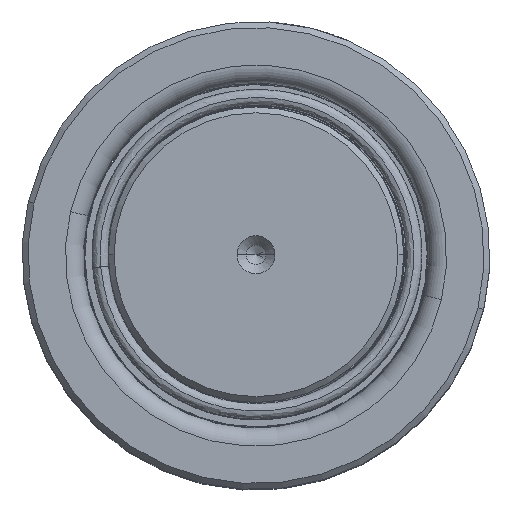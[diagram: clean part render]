
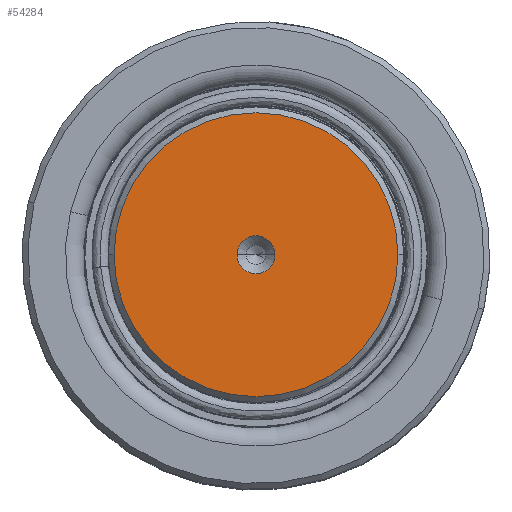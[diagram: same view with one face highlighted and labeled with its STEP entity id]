
A CAD part, top view. The second image highlights one B-rep face of the part: STEP entity #54284.
In plain terms, the highlighted planar face has unit normal (0, 0, 1).
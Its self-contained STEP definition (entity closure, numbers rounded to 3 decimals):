
#482 = AXIS2_PLACEMENT_3D ( 'NONE', #56166, #29890, #12253 ) ;
#3660 = ORIENTED_EDGE ( 'NONE', *, *, #10833, .F. ) ;
#6970 = DIRECTION ( 'NONE',  ( 1., 0., 0. ) ) ;
#8904 = VERTEX_POINT ( 'NONE', #42838 ) ;
#9872 = DIRECTION ( 'NONE',  ( 0., 0., 1. ) ) ;
#10341 = AXIS2_PLACEMENT_3D ( 'NONE', #55145, #41719, #6970 ) ;
#10833 = EDGE_CURVE ( 'NONE', #50202, #47701, #39662, .T. ) ;
#12253 = DIRECTION ( 'NONE',  ( 1., 0., 0. ) ) ;
#12971 = AXIS2_PLACEMENT_3D ( 'NONE', #18933, #9872, #22738 ) ;
#13047 = EDGE_CURVE ( 'NONE', #54336, #8904, #47917, .T. ) ;
#16420 = EDGE_CURVE ( 'NONE', #47701, #50202, #16858, .T. ) ;
#16858 = CIRCLE ( 'NONE', #45311, 3.85 ) ;
#18933 = CARTESIAN_POINT ( 'NONE',  ( 0., 0., 200. ) ) ;
#22738 = DIRECTION ( 'NONE',  ( 1., 0., 0. ) ) ;
#24036 = EDGE_LOOP ( 'NONE', ( #37610, #30114 ) ) ;
#26242 = CIRCLE ( 'NONE', #482, 28.817 ) ;
#29890 = DIRECTION ( 'NONE',  ( 0., 0., 1. ) ) ;
#30114 = ORIENTED_EDGE ( 'NONE', *, *, #13047, .T. ) ;
#32406 = ORIENTED_EDGE ( 'NONE', *, *, #16420, .F. ) ;
#35875 = FACE_BOUND ( 'NONE', #46625, .T. ) ;
#37610 = ORIENTED_EDGE ( 'NONE', *, *, #55740, .T. ) ;
#37676 = CARTESIAN_POINT ( 'NONE',  ( 0., 0., 200. ) ) ;
#39662 = CIRCLE ( 'NONE', #48927, 3.85 ) ;
#41719 = DIRECTION ( 'NONE',  ( 0., 0., 1. ) ) ;
#42074 = DIRECTION ( 'NONE',  ( 0., 0., 1. ) ) ;
#42838 = CARTESIAN_POINT ( 'NONE',  ( -28.817, 0., 200. ) ) ;
#43514 = DIRECTION ( 'NONE',  ( 0., 0., 1. ) ) ;
#45311 = AXIS2_PLACEMENT_3D ( 'NONE', #37676, #42074, #46872 ) ;
#45558 = CARTESIAN_POINT ( 'NONE',  ( -3.85, 0., 200. ) ) ;
#46625 = EDGE_LOOP ( 'NONE', ( #32406, #3660 ) ) ;
#46872 = DIRECTION ( 'NONE',  ( 1., 0., 0. ) ) ;
#47701 = VERTEX_POINT ( 'NONE', #51121 ) ;
#47917 = CIRCLE ( 'NONE', #10341, 28.817 ) ;
#48124 = CARTESIAN_POINT ( 'NONE',  ( 0., 0., 200. ) ) ;
#48927 = AXIS2_PLACEMENT_3D ( 'NONE', #48124, #43514, #52315 ) ;
#50202 = VERTEX_POINT ( 'NONE', #45558 ) ;
#51121 = CARTESIAN_POINT ( 'NONE',  ( 3.85, 0., 200. ) ) ;
#52315 = DIRECTION ( 'NONE',  ( 1., 0., 0. ) ) ;
#53730 = FACE_OUTER_BOUND ( 'NONE', #24036, .T. ) ;
#54231 = PLANE ( 'NONE',  #12971 ) ;
#54284 = ADVANCED_FACE ( 'NONE', ( #35875, #53730 ), #54231, .T. ) ;
#54336 = VERTEX_POINT ( 'NONE', #56332 ) ;
#55145 = CARTESIAN_POINT ( 'NONE',  ( 0., 0., 200. ) ) ;
#55740 = EDGE_CURVE ( 'NONE', #8904, #54336, #26242, .T. ) ;
#56166 = CARTESIAN_POINT ( 'NONE',  ( 0., 0., 200. ) ) ;
#56332 = CARTESIAN_POINT ( 'NONE',  ( 28.817, 0., 200. ) ) ;
